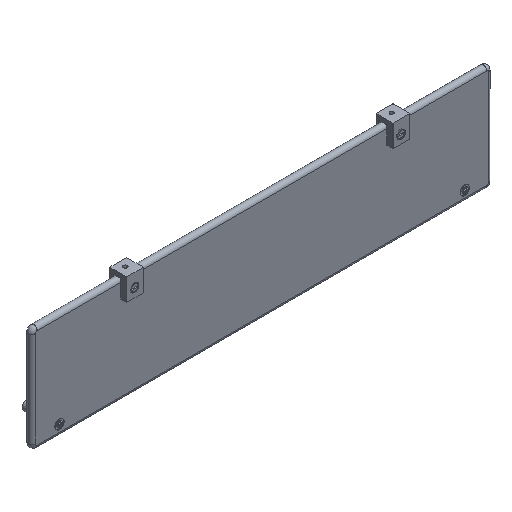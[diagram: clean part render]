
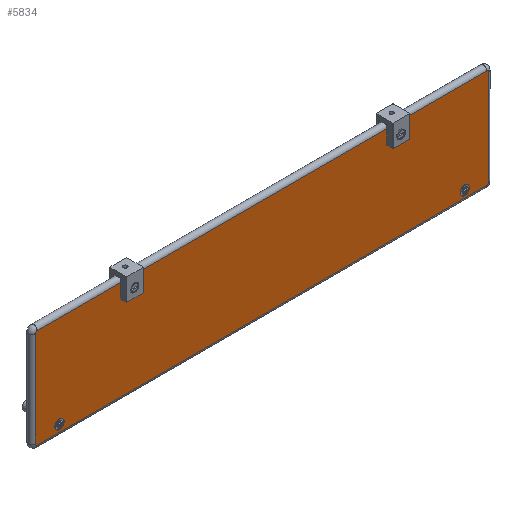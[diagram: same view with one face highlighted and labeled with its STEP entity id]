
A CAD part, isometric view. The second image highlights one B-rep face of the part: STEP entity #5834.
In plain terms, the highlighted face is planar.
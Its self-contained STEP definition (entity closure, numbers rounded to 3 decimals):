
#2756 = EDGE_CURVE ( 'NONE', #7642, #7588, #7254, .T. ) ;
#2757 = EDGE_CURVE ( 'NONE', #7569, #7574, #7253, .T. ) ;
#2761 = EDGE_CURVE ( 'NONE', #7536, #7593, #7261, .T. ) ;
#2764 = EDGE_CURVE ( 'NONE', #7593, #7476, #5323, .T. ) ;
#2767 = EDGE_CURVE ( 'NONE', #7476, #7549, #7263, .T. ) ;
#2770 = EDGE_CURVE ( 'NONE', #7549, #7538, #5371, .T. ) ;
#2773 = EDGE_CURVE ( 'NONE', #7538, #7473, #7265, .T. ) ;
#2776 = EDGE_CURVE ( 'NONE', #7473, #7548, #5419, .T. ) ;
#2779 = EDGE_CURVE ( 'NONE', #7548, #7502, #7267, .T. ) ;
#2783 = EDGE_CURVE ( 'NONE', #7502, #7536, #5485, .T. ) ;
#2785 = EDGE_CURVE ( 'NONE', #7574, #7569, #7268, .T. ) ;
#2789 = EDGE_CURVE ( 'NONE', #7588, #7642, #7270, .T. ) ;
#3877 = PLANE ( 'NONE',  #4421 ) ;
#3878 = CARTESIAN_POINT ( 'NONE',  ( 514., -114., 0. ) ) ;
#3879 = DIRECTION ( 'NONE',  ( 0., 0., 1. ) ) ;
#3880 = DIRECTION ( 'NONE',  ( 1., 0., 0. ) ) ;
#3968 = CARTESIAN_POINT ( 'NONE',  ( 4., -114., 0. ) ) ;
#3971 = CARTESIAN_POINT ( 'NONE',  ( 516., -114., 0. ) ) ;
#3997 = CARTESIAN_POINT ( 'NONE',  ( 6., -4., 0. ) ) ;
#4031 = CARTESIAN_POINT ( 'NONE',  ( 514., -4., 0. ) ) ;
#4033 = CARTESIAN_POINT ( 'NONE',  ( 6., -116., 0. ) ) ;
#4043 = CARTESIAN_POINT ( 'NONE',  ( 4., -6., 0. ) ) ;
#4044 = CARTESIAN_POINT ( 'NONE',  ( 514., -116., 0. ) ) ;
#4064 = CARTESIAN_POINT ( 'NONE',  ( 34., -12., 0. ) ) ;
#4069 = CARTESIAN_POINT ( 'NONE',  ( 28., -12., 0. ) ) ;
#4083 = CARTESIAN_POINT ( 'NONE',  ( 486., -12., 0. ) ) ;
#4088 = CARTESIAN_POINT ( 'NONE',  ( 516., -6., 0. ) ) ;
#4137 = CARTESIAN_POINT ( 'NONE',  ( 492., -12., 0. ) ) ;
#4421 = AXIS2_PLACEMENT_3D ( 'NONE', #3878, #3879, #3880 ) ;
#4423 = FACE_BOUND ( 'NONE', #5178, .T. ) ;
#4430 = FACE_OUTER_BOUND ( 'NONE', #7710, .T. ) ;
#4432 = FACE_BOUND ( 'NONE', #7732, .T. ) ;
#5178 = EDGE_LOOP ( 'NONE', ( #6436, #6437 ) ) ;
#5280 = CARTESIAN_POINT ( 'NONE',  ( 489., -12., 0. ) ) ;
#5284 = DIRECTION ( 'NONE',  ( 0., 0., 1. ) ) ;
#5285 = DIRECTION ( 'NONE',  ( -1., 0., 0. ) ) ;
#5286 = CARTESIAN_POINT ( 'NONE',  ( 31., -12., 0. ) ) ;
#5287 = DIRECTION ( 'NONE',  ( 0., 0., 1. ) ) ;
#5288 = DIRECTION ( 'NONE',  ( 1., 0., 0. ) ) ;
#5298 = CARTESIAN_POINT ( 'NONE',  ( 514., -6., 0. ) ) ;
#5299 = DIRECTION ( 'NONE',  ( 0., 0., -1. ) ) ;
#5300 = DIRECTION ( 'NONE',  ( 1., 0., 0. ) ) ;
#5323 = LINE ( 'NONE', #5324, #7114 ) ;
#5324 = CARTESIAN_POINT ( 'NONE',  ( 516., -114., 0. ) ) ;
#5325 = DIRECTION ( 'NONE',  ( 0., -1., 0. ) ) ;
#5346 = CARTESIAN_POINT ( 'NONE',  ( 514., -114., 0. ) ) ;
#5347 = DIRECTION ( 'NONE',  ( 0., 0., -1. ) ) ;
#5348 = DIRECTION ( 'NONE',  ( 1., 0., 0. ) ) ;
#5371 = LINE ( 'NONE', #5372, #7110 ) ;
#5372 = CARTESIAN_POINT ( 'NONE',  ( 514., -116., 0. ) ) ;
#5373 = DIRECTION ( 'NONE',  ( -1., 0., 0. ) ) ;
#5394 = CARTESIAN_POINT ( 'NONE',  ( 6., -114., 0. ) ) ;
#5395 = DIRECTION ( 'NONE',  ( 0., 0., -1. ) ) ;
#5396 = DIRECTION ( 'NONE',  ( 1., 0., 0. ) ) ;
#5419 = LINE ( 'NONE', #5420, #7105 ) ;
#5420 = CARTESIAN_POINT ( 'NONE',  ( 4., -114., 0. ) ) ;
#5421 = DIRECTION ( 'NONE',  ( 0., 1., 0. ) ) ;
#5442 = CARTESIAN_POINT ( 'NONE',  ( 6., -6., 0. ) ) ;
#5443 = DIRECTION ( 'NONE',  ( 0., 0., -1. ) ) ;
#5444 = DIRECTION ( 'NONE',  ( 1., 0., 0. ) ) ;
#5484 = CARTESIAN_POINT ( 'NONE',  ( 31., -12., 0. ) ) ;
#5485 = LINE ( 'NONE', #5486, #7101 ) ;
#5486 = CARTESIAN_POINT ( 'NONE',  ( 514., -4., 0. ) ) ;
#5487 = DIRECTION ( 'NONE',  ( 1., 0., 0. ) ) ;
#5491 = DIRECTION ( 'NONE',  ( 0., 0., 1. ) ) ;
#5492 = DIRECTION ( 'NONE',  ( 1., 0., 0. ) ) ;
#5496 = CARTESIAN_POINT ( 'NONE',  ( 489., -12., 0. ) ) ;
#5503 = DIRECTION ( 'NONE',  ( 0., 0., 1. ) ) ;
#5504 = DIRECTION ( 'NONE',  ( -1., 0., 0. ) ) ;
#5834 = ADVANCED_FACE ( 'NONE', ( #4430, #4432, #4423 ), #3877, .F. ) ;
#6436 = ORIENTED_EDGE ( 'NONE', *, *, #2789, .T. ) ;
#6437 = ORIENTED_EDGE ( 'NONE', *, *, #2756, .T. ) ;
#6438 = ORIENTED_EDGE ( 'NONE', *, *, #2757, .T. ) ;
#6439 = ORIENTED_EDGE ( 'NONE', *, *, #2785, .T. ) ;
#6441 = ORIENTED_EDGE ( 'NONE', *, *, #2779, .T. ) ;
#6442 = ORIENTED_EDGE ( 'NONE', *, *, #2776, .T. ) ;
#6443 = ORIENTED_EDGE ( 'NONE', *, *, #2773, .T. ) ;
#6444 = ORIENTED_EDGE ( 'NONE', *, *, #2770, .T. ) ;
#6445 = ORIENTED_EDGE ( 'NONE', *, *, #2764, .T. ) ;
#6446 = ORIENTED_EDGE ( 'NONE', *, *, #2761, .T. ) ;
#6447 = ORIENTED_EDGE ( 'NONE', *, *, #2767, .T. ) ;
#6452 = ORIENTED_EDGE ( 'NONE', *, *, #2783, .T. ) ;
#7098 = AXIS2_PLACEMENT_3D ( 'NONE', #5496, #5503, #5504 ) ;
#7101 = VECTOR ( 'NONE', #5487, 1000. ) ;
#7104 = AXIS2_PLACEMENT_3D ( 'NONE', #5442, #5443, #5444 ) ;
#7105 = VECTOR ( 'NONE', #5421, 1000. ) ;
#7106 = AXIS2_PLACEMENT_3D ( 'NONE', #5484, #5491, #5492 ) ;
#7109 = AXIS2_PLACEMENT_3D ( 'NONE', #5394, #5395, #5396 ) ;
#7110 = VECTOR ( 'NONE', #5373, 1000. ) ;
#7113 = AXIS2_PLACEMENT_3D ( 'NONE', #5346, #5347, #5348 ) ;
#7114 = VECTOR ( 'NONE', #5325, 1000. ) ;
#7117 = AXIS2_PLACEMENT_3D ( 'NONE', #5298, #5299, #5300 ) ;
#7121 = AXIS2_PLACEMENT_3D ( 'NONE', #5286, #5287, #5288 ) ;
#7125 = AXIS2_PLACEMENT_3D ( 'NONE', #5280, #5284, #5285 ) ;
#7253 = CIRCLE ( 'NONE', #7121, 3. ) ;
#7254 = CIRCLE ( 'NONE', #7125, 3. ) ;
#7261 = CIRCLE ( 'NONE', #7117, 2. ) ;
#7263 = CIRCLE ( 'NONE', #7113, 2. ) ;
#7265 = CIRCLE ( 'NONE', #7109, 2. ) ;
#7267 = CIRCLE ( 'NONE', #7104, 2. ) ;
#7268 = CIRCLE ( 'NONE', #7106, 3. ) ;
#7270 = CIRCLE ( 'NONE', #7098, 3. ) ;
#7473 = VERTEX_POINT ( 'NONE', #3968 ) ;
#7476 = VERTEX_POINT ( 'NONE', #3971 ) ;
#7502 = VERTEX_POINT ( 'NONE', #3997 ) ;
#7536 = VERTEX_POINT ( 'NONE', #4031 ) ;
#7538 = VERTEX_POINT ( 'NONE', #4033 ) ;
#7548 = VERTEX_POINT ( 'NONE', #4043 ) ;
#7549 = VERTEX_POINT ( 'NONE', #4044 ) ;
#7569 = VERTEX_POINT ( 'NONE', #4064 ) ;
#7574 = VERTEX_POINT ( 'NONE', #4069 ) ;
#7588 = VERTEX_POINT ( 'NONE', #4083 ) ;
#7593 = VERTEX_POINT ( 'NONE', #4088 ) ;
#7642 = VERTEX_POINT ( 'NONE', #4137 ) ;
#7710 = EDGE_LOOP ( 'NONE', ( #6452, #6446, #6445, #6447, #6444, #6443, #6442, #6441 ) ) ;
#7732 = EDGE_LOOP ( 'NONE', ( #6439, #6438 ) ) ;
